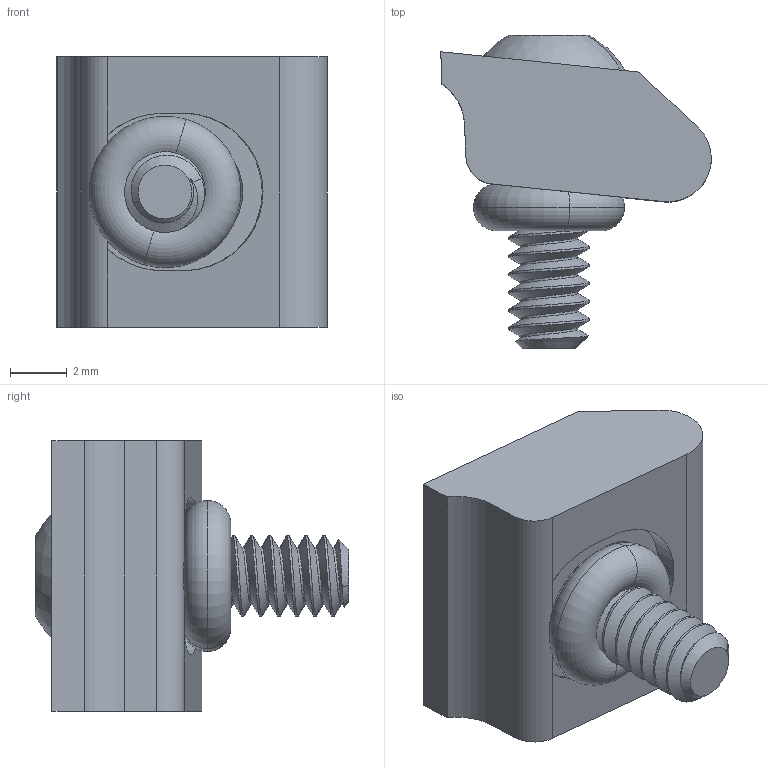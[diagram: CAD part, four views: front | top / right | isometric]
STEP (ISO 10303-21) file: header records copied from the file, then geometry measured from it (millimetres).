
FILE_DESCRIPTION (( 'STEP AP214' ), '1' );
FILE_NAME ('26015.STEP', '2020-12-30T20:27:53', ( 'Mike W' ), ( '' ), 'SwSTEP 2.0', 'SolidWorks 2018', '' );
FILE_SCHEMA (( 'AUTOMOTIVE_DESIGN' ));
Length unit declared in the file: millimetre
Products named in the file (4): 004 O-RING_004 O-RING; 44038 BHCS_44038  BHCS; 260151_260651; 26015
Assembly tree (3 placements, depth 2):
  26015
    260151_260651
    44038 BHCS_44038  BHCS
    004 O-RING_004 O-RING
Bounding box: 9.52 x 11.02 x 9.53 mm (x, y, z)
Volume: 368.9 mm3; surface area: 592.3 mm2
Topology: 3 solids, 3 shells, 99 faces, 255 edges, 161 vertices
Faces by surface type: cylinder 45, plane 29, cone 16, torus 4, bspline 3, sphere 2
Entity records: 4900 total; most frequent: CARTESIAN_POINT 2546, ORIENTED_EDGE 510, DIRECTION 428, EDGE_CURVE 255, VERTEX_POINT 161, AXIS2_PLACEMENT_3D 159, LINE 110, VECTOR 110
